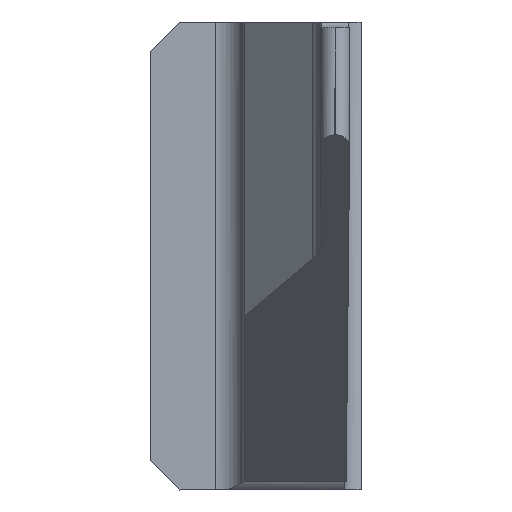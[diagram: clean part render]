
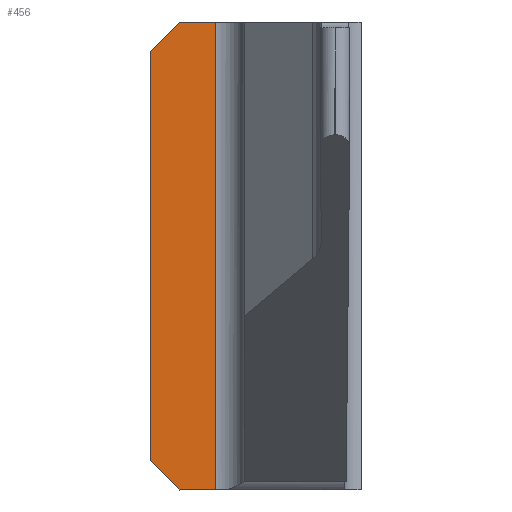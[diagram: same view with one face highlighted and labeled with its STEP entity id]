
A CAD part, front view. The second image highlights one B-rep face of the part: STEP entity #456.
In plain terms, the highlighted planar face has unit normal (0, -1, 0).
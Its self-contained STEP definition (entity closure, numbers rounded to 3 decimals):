
#94=CARTESIAN_POINT('',(0.,11.2,-7.5));
#95=VERTEX_POINT('',#94);
#128=CARTESIAN_POINT('',(0.,11.2,-0.5));
#129=VERTEX_POINT('',#128);
#140=CARTESIAN_POINT('',(0.,11.2,-0.5));
#141=DIRECTION('',(0.,0.,-1.));
#142=VECTOR('',#141,7.);
#143=LINE('',#140,#142);
#144=EDGE_CURVE('',#129,#95,#143,.T.);
#362=CARTESIAN_POINT('',(0.95,11.2,23.084));
#363=DIRECTION('',(0.,-1.,0.));
#364=DIRECTION('',(0.,0.,1.));
#365=AXIS2_PLACEMENT_3D('',#362,#363,#364);
#366=PLANE('',#365);
#367=CARTESIAN_POINT('',(1.1,11.2,0.));
#368=DIRECTION('',(0.,0.,-1.));
#369=VECTOR('',#368,8.);
#370=LINE('',#367,#369);
#371=CARTESIAN_POINT('',(1.1,11.2,0.));
#372=VERTEX_POINT('',#371);
#373=CARTESIAN_POINT('',(1.1,11.2,-8.));
#374=VERTEX_POINT('',#373);
#375=EDGE_CURVE('',#372,#374,#370,.T.);
#376=ORIENTED_EDGE('Edge 1335',*,*,#375,.F.);
#385=CARTESIAN_POINT('',(1.1,11.2,0.));
#386=DIRECTION('',(-1.,0.,0.));
#387=VECTOR('',#386,0.6);
#388=LINE('',#385,#387);
#389=CARTESIAN_POINT('',(0.5,11.2,0.));
#390=VERTEX_POINT('',#389);
#391=EDGE_CURVE('',#372,#390,#388,.T.);
#392=ORIENTED_EDGE('Edge 156',*,*,#391,.T.);
#401=CARTESIAN_POINT('',(0.5,11.2,0.));
#402=DIRECTION('',(-0.707,0.,-0.707));
#403=VECTOR('',#402,0.707);
#404=LINE('',#401,#403);
#405=EDGE_CURVE('',#390,#129,#404,.T.);
#406=ORIENTED_EDGE('Edge 616',*,*,#405,.T.);
#415=ORIENTED_EDGE('Edge 423',*,*,#144,.T.);
#424=CARTESIAN_POINT('',(0.,11.2,-7.5));
#425=DIRECTION('',(0.707,0.,-0.707));
#426=VECTOR('',#425,0.707);
#427=LINE('',#424,#426);
#428=CARTESIAN_POINT('',(0.5,11.2,-8.));
#429=VERTEX_POINT('',#428);
#430=EDGE_CURVE('',#95,#429,#427,.T.);
#431=ORIENTED_EDGE('Edge 589',*,*,#430,.T.);
#440=CARTESIAN_POINT('',(0.5,11.2,-8.));
#441=DIRECTION('',(1.,0.,0.));
#442=VECTOR('',#441,0.6);
#443=LINE('',#440,#442);
#444=EDGE_CURVE('',#429,#374,#443,.T.);
#445=ORIENTED_EDGE('Edge 303',*,*,#444,.T.);
#454=EDGE_LOOP('',(#376,#392,#406,#415,#431,#445));
#455=FACE_OUTER_BOUND('Loop 1361',#454,.T.);
#456=ADVANCED_FACE('Face 1362',(#455),#366,.T.);
